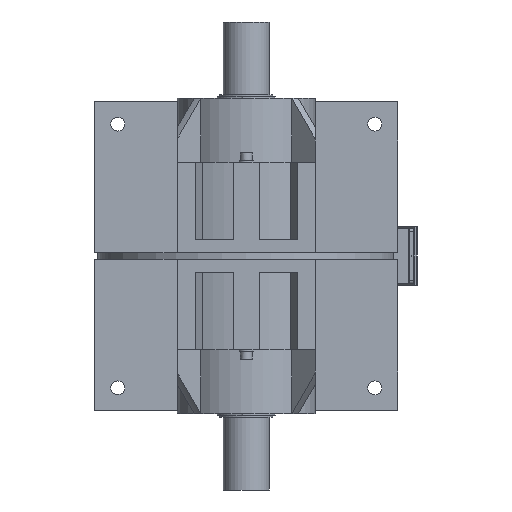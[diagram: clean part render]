
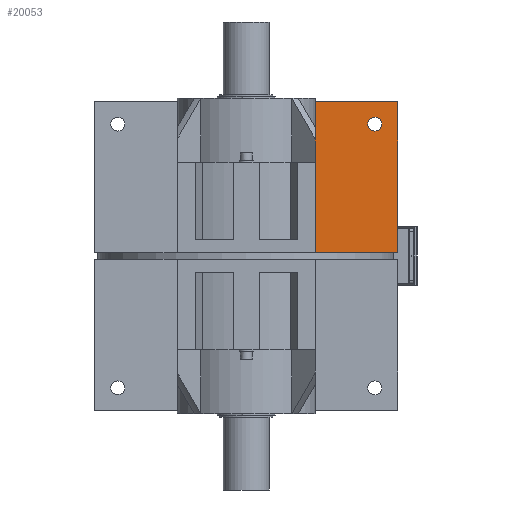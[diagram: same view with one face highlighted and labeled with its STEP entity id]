
A CAD part, front view. The second image highlights one B-rep face of the part: STEP entity #20053.
In plain terms, the highlighted planar face has unit normal (0, -1, 0).
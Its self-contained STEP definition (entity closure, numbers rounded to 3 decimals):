
#1978 = CARTESIAN_POINT ( 'NONE',  ( 230., -227., 232. ) ) ;
#2138 = DIRECTION ( 'NONE',  ( 1., 0., 0. ) ) ;
#2139 = VECTOR ( 'NONE', #2138, 1000. ) ;
#2140 = CARTESIAN_POINT ( 'NONE',  ( 2.5, -227., 232. ) ) ;
#2141 = LINE ( 'NONE', #2140, #2139 ) ;
#2142 = CARTESIAN_POINT ( 'NONE',  ( 105., -227., 232. ) ) ;
#3808 = CARTESIAN_POINT ( 'NONE',  ( 205.5, -227., 198. ) ) ;
#3809 = CARTESIAN_POINT ( 'NONE',  ( 184.5, -227., 198. ) ) ;
#3811 = DIRECTION ( 'NONE',  ( -1., 0., 0. ) ) ;
#3813 = DIRECTION ( 'NONE',  ( 0., -1., 0. ) ) ;
#3815 = CARTESIAN_POINT ( 'NONE',  ( 195., -227., 198. ) ) ;
#3817 = AXIS2_PLACEMENT_3D ( 'NONE', #3815, #3813, #3811 ) ;
#3818 = CIRCLE ( 'NONE', #3817, 10.5 ) ;
#16108 = EDGE_CURVE ( 'NONE', #16109, #16110, #3818, .T. ) ;
#16109 = VERTEX_POINT ( 'NONE', #3809 ) ;
#16110 = VERTEX_POINT ( 'NONE', #3808 ) ;
#20053 = ADVANCED_FACE ( 'NONE', ( #34617, #34616 ), #34615, .F. ) ;
#20054 = ORIENTED_EDGE ( 'NONE', *, *, #20062, .F. ) ;
#20055 = ORIENTED_EDGE ( 'NONE', *, *, #24587, .F. ) ;
#20057 = VERTEX_POINT ( 'NONE', #34610 ) ;
#20062 = EDGE_CURVE ( 'NONE', #24340, #20057, #34605, .T. ) ;
#20066 = EDGE_LOOP ( 'NONE', ( #20068, #20069 ) ) ;
#20068 = ORIENTED_EDGE ( 'NONE', *, *, #16108, .F. ) ;
#20069 = ORIENTED_EDGE ( 'NONE', *, *, #26336, .F. ) ;
#20070 = EDGE_LOOP ( 'NONE', ( #20054, #20055, #20224, #20347 ) ) ;
#20224 = ORIENTED_EDGE ( 'NONE', *, *, #20238, .T. ) ;
#20238 = EDGE_CURVE ( 'NONE', #24584, #20251, #34874, .T. ) ;
#20251 = VERTEX_POINT ( 'NONE', #34915 ) ;
#20252 = EDGE_CURVE ( 'NONE', #20057, #20251, #34914, .T. ) ;
#20347 = ORIENTED_EDGE ( 'NONE', *, *, #20252, .F. ) ;
#24340 = VERTEX_POINT ( 'NONE', #1978 ) ;
#24584 = VERTEX_POINT ( 'NONE', #2142 ) ;
#24587 = EDGE_CURVE ( 'NONE', #24584, #24340, #2141, .T. ) ;
#26336 = EDGE_CURVE ( 'NONE', #16110, #16109, #29524, .T. ) ;
#29517 = CARTESIAN_POINT ( 'NONE',  ( 195., -227., 198. ) ) ;
#29518 = AXIS2_PLACEMENT_3D ( 'NONE', #29517, #29581, #29580 ) ;
#29524 = CIRCLE ( 'NONE', #29518, 10.5 ) ;
#29580 = DIRECTION ( 'NONE',  ( -1., 0., 0. ) ) ;
#29581 = DIRECTION ( 'NONE',  ( 0., -1., 0. ) ) ;
#34602 = DIRECTION ( 'NONE',  ( 0., 0., -1. ) ) ;
#34603 = VECTOR ( 'NONE', #34602, 1000. ) ;
#34604 = CARTESIAN_POINT ( 'NONE',  ( 230., -227., 26. ) ) ;
#34605 = LINE ( 'NONE', #34604, #34603 ) ;
#34610 = CARTESIAN_POINT ( 'NONE',  ( 230., -227., 3. ) ) ;
#34611 = DIRECTION ( 'NONE',  ( -1., 0., 0. ) ) ;
#34612 = DIRECTION ( 'NONE',  ( 0., 1., 0. ) ) ;
#34613 = CARTESIAN_POINT ( 'NONE',  ( 2.5, -227., 26. ) ) ;
#34614 = AXIS2_PLACEMENT_3D ( 'NONE', #34613, #34612, #34611 ) ;
#34615 = PLANE ( 'NONE',  #34614 ) ;
#34616 = FACE_OUTER_BOUND ( 'NONE', #20070, .T. ) ;
#34617 = FACE_BOUND ( 'NONE', #20066, .T. ) ;
#34867 = DIRECTION ( 'NONE',  ( 0., 0., -1. ) ) ;
#34868 = VECTOR ( 'NONE', #34867, 1000. ) ;
#34869 = CARTESIAN_POINT ( 'NONE',  ( 105., -227., 26. ) ) ;
#34874 = LINE ( 'NONE', #34869, #34868 ) ;
#34911 = DIRECTION ( 'NONE',  ( -1., 0., 0. ) ) ;
#34912 = VECTOR ( 'NONE', #34911, 1000. ) ;
#34913 = CARTESIAN_POINT ( 'NONE',  ( 2.5, -227., 3. ) ) ;
#34914 = LINE ( 'NONE', #34913, #34912 ) ;
#34915 = CARTESIAN_POINT ( 'NONE',  ( 105., -227., 3. ) ) ;
